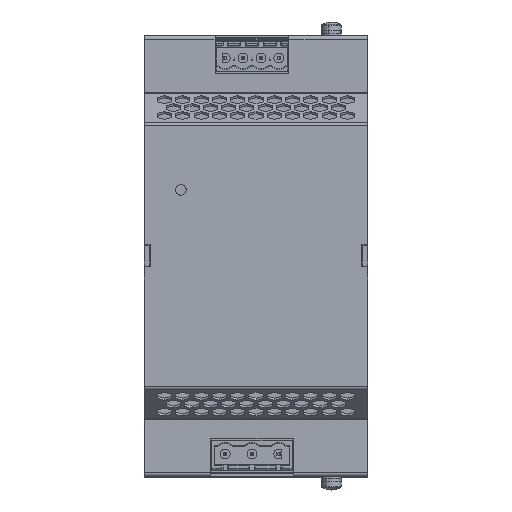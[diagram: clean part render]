
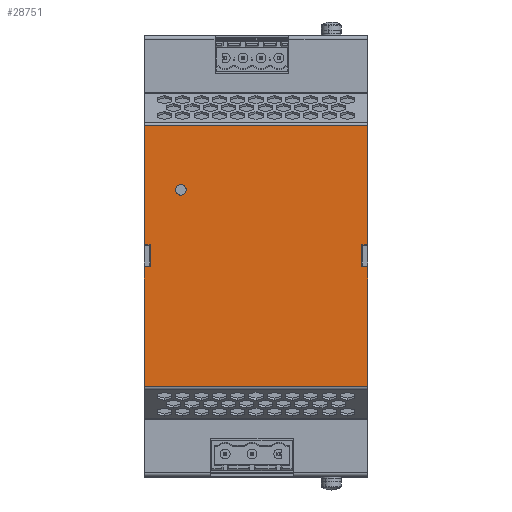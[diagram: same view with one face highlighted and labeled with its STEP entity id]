
A CAD part, top view. The second image highlights one B-rep face of the part: STEP entity #28751.
In plain terms, the highlighted planar face has unit normal (0, 0, 1).
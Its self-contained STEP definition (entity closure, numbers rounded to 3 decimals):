
#404 = VECTOR ( 'NONE', #633, 1000. ) ;
#633 = DIRECTION ( 'NONE',  ( -1., 0., 0. ) ) ;
#883 = DIRECTION ( 'NONE',  ( 1., 0., 0. ) ) ;
#1424 = LINE ( 'NONE', #58246, #103371 ) ;
#1896 = VECTOR ( 'NONE', #83690, 1000. ) ;
#1933 = EDGE_CURVE ( 'NONE', #60813, #49962, #18973, .T. ) ;
#2578 = VERTEX_POINT ( 'NONE', #102557 ) ;
#2698 = EDGE_CURVE ( 'NONE', #112696, #124964, #1424, .T. ) ;
#4289 = LINE ( 'NONE', #4913, #22065 ) ;
#4913 = CARTESIAN_POINT ( 'NONE',  ( 1.7, -3.15, 0.7 ) ) ;
#5150 = AXIS2_PLACEMENT_3D ( 'NONE', #48847, #87393, #883 ) ;
#5944 = EDGE_CURVE ( 'NONE', #74867, #49962, #109749, .T. ) ;
#6614 = VECTOR ( 'NONE', #49475, 1000. ) ;
#11497 = DIRECTION ( 'NONE',  ( 0., -1., 0. ) ) ;
#12834 = CARTESIAN_POINT ( 'NONE',  ( 0., -3.15, 0.7 ) ) ;
#12974 = CARTESIAN_POINT ( 'NONE',  ( 63.5, -37.167, 0.7 ) ) ;
#13656 = CARTESIAN_POINT ( 'NONE',  ( 61.8, 3.15, 0.7 ) ) ;
#14693 = LINE ( 'NONE', #12834, #67815 ) ;
#15186 = ORIENTED_EDGE ( 'NONE', *, *, #19737, .F. ) ;
#17028 = CARTESIAN_POINT ( 'NONE',  ( 10.38, 18.77, 0.7 ) ) ;
#18973 = LINE ( 'NONE', #29654, #404 ) ;
#19034 = VERTEX_POINT ( 'NONE', #77457 ) ;
#19737 = EDGE_CURVE ( 'NONE', #74143, #19034, #47489, .T. ) ;
#20633 = EDGE_LOOP ( 'NONE', ( #63758, #102430, #40185, #60928, #122852, #83917, #37970, #114468, #66364, #113045, #122538, #91423 ) ) ;
#21251 = FACE_BOUND ( 'NONE', #112896, .T. ) ;
#22065 = VECTOR ( 'NONE', #113499, 1000. ) ;
#22801 = VECTOR ( 'NONE', #41317, 1000. ) ;
#23829 = CARTESIAN_POINT ( 'NONE',  ( 0., -37.34, 0.7 ) ) ;
#25884 = VERTEX_POINT ( 'NONE', #49578 ) ;
#25968 = CIRCLE ( 'NONE', #112724, 1.5 ) ;
#26911 = VECTOR ( 'NONE', #11497, 1000. ) ;
#28751 = ADVANCED_FACE ( 'NONE', ( #21251, #59736 ), #108415, .F. ) ;
#29654 = CARTESIAN_POINT ( 'NONE',  ( 63.5, -37.167, 0.7 ) ) ;
#30889 = DIRECTION ( 'NONE',  ( 0., -1., 0. ) ) ;
#34442 = DIRECTION ( 'NONE',  ( -1., 0., 0. ) ) ;
#37970 = ORIENTED_EDGE ( 'NONE', *, *, #81009, .T. ) ;
#38707 = EDGE_CURVE ( 'NONE', #69651, #111689, #65384, .T. ) ;
#39008 = VECTOR ( 'NONE', #75493, 1000. ) ;
#40185 = ORIENTED_EDGE ( 'NONE', *, *, #1933, .F. ) ;
#41317 = DIRECTION ( 'NONE',  ( -1., 0., 0. ) ) ;
#42470 = DIRECTION ( 'NONE',  ( 1., 0., 0. ) ) ;
#46103 = EDGE_CURVE ( 'NONE', #19034, #74143, #25968, .T. ) ;
#47489 = CIRCLE ( 'NONE', #5150, 1.5 ) ;
#48847 = CARTESIAN_POINT ( 'NONE',  ( 10.38, 18.77, 0.7 ) ) ;
#49475 = DIRECTION ( 'NONE',  ( 1., 0., 0. ) ) ;
#49578 = CARTESIAN_POINT ( 'NONE',  ( 63.5, -3.15, 0.7 ) ) ;
#49962 = VERTEX_POINT ( 'NONE', #91857 ) ;
#50101 = LINE ( 'NONE', #117718, #6614 ) ;
#52854 = DIRECTION ( 'NONE',  ( 0., -1., 0. ) ) ;
#58246 = CARTESIAN_POINT ( 'NONE',  ( 63.5, 37.167, 0.7 ) ) ;
#59736 = FACE_OUTER_BOUND ( 'NONE', #20633, .T. ) ;
#60371 = CARTESIAN_POINT ( 'NONE',  ( 63.5, -37.34, 0.7 ) ) ;
#60551 = CARTESIAN_POINT ( 'NONE',  ( 63.5, -37.34, 0.7 ) ) ;
#60587 = EDGE_CURVE ( 'NONE', #124964, #76166, #64178, .T. ) ;
#60813 = VERTEX_POINT ( 'NONE', #12974 ) ;
#60928 = ORIENTED_EDGE ( 'NONE', *, *, #115268, .F. ) ;
#61364 = EDGE_CURVE ( 'NONE', #69651, #25884, #14693, .T. ) ;
#61831 = CARTESIAN_POINT ( 'NONE',  ( 1.7, 3.15, 0.7 ) ) ;
#63758 = ORIENTED_EDGE ( 'NONE', *, *, #109286, .T. ) ;
#64178 = LINE ( 'NONE', #23829, #100065 ) ;
#65155 = CARTESIAN_POINT ( 'NONE',  ( 0., -3.15, 0.7 ) ) ;
#65384 = LINE ( 'NONE', #103974, #39008 ) ;
#65960 = CARTESIAN_POINT ( 'NONE',  ( 1.7, -3.15, 0.7 ) ) ;
#66364 = ORIENTED_EDGE ( 'NONE', *, *, #2698, .T. ) ;
#67815 = VECTOR ( 'NONE', #42470, 1000. ) ;
#68339 = DIRECTION ( 'NONE',  ( -1., 0., 0. ) ) ;
#68358 = CARTESIAN_POINT ( 'NONE',  ( 61.8, -3.15, 0.7 ) ) ;
#69199 = CARTESIAN_POINT ( 'NONE',  ( 11.88, 18.77, 0.7 ) ) ;
#69651 = VERTEX_POINT ( 'NONE', #68358 ) ;
#69711 = CARTESIAN_POINT ( 'NONE',  ( 0., 37.167, 0.7 ) ) ;
#72421 = CARTESIAN_POINT ( 'NONE',  ( 0., -37.34, 0.7 ) ) ;
#73833 = DIRECTION ( 'NONE',  ( 1., 0., 0. ) ) ;
#73992 = EDGE_CURVE ( 'NONE', #2578, #118285, #4289, .T. ) ;
#74143 = VERTEX_POINT ( 'NONE', #69199 ) ;
#74867 = VERTEX_POINT ( 'NONE', #65155 ) ;
#74973 = ORIENTED_EDGE ( 'NONE', *, *, #46103, .F. ) ;
#75493 = DIRECTION ( 'NONE',  ( 0., 1., 0. ) ) ;
#76166 = VERTEX_POINT ( 'NONE', #77768 ) ;
#77457 = CARTESIAN_POINT ( 'NONE',  ( 8.88, 18.77, 0.7 ) ) ;
#77768 = CARTESIAN_POINT ( 'NONE',  ( 0., 3.15, 0.7 ) ) ;
#78597 = CARTESIAN_POINT ( 'NONE',  ( 1.7, 3.15, 0.7 ) ) ;
#81009 = EDGE_CURVE ( 'NONE', #111689, #124245, #50101, .T. ) ;
#81815 = DIRECTION ( 'NONE',  ( 0., 0., -1. ) ) ;
#82603 = CARTESIAN_POINT ( 'NONE',  ( 63.5, 3.15, 0.7 ) ) ;
#83690 = DIRECTION ( 'NONE',  ( -1., 0., 0. ) ) ;
#83917 = ORIENTED_EDGE ( 'NONE', *, *, #38707, .T. ) ;
#85603 = EDGE_CURVE ( 'NONE', #112696, #124245, #109218, .T. ) ;
#86205 = AXIS2_PLACEMENT_3D ( 'NONE', #60371, #81815, #34442 ) ;
#87393 = DIRECTION ( 'NONE',  ( 0., 0., 1. ) ) ;
#87903 = CARTESIAN_POINT ( 'NONE',  ( 63.5, -37.34, 0.7 ) ) ;
#91423 = ORIENTED_EDGE ( 'NONE', *, *, #73992, .F. ) ;
#91857 = CARTESIAN_POINT ( 'NONE',  ( 0., -37.167, 0.7 ) ) ;
#92264 = CARTESIAN_POINT ( 'NONE',  ( 63.5, 37.167, 0.7 ) ) ;
#95842 = VECTOR ( 'NONE', #30889, 1000. ) ;
#100065 = VECTOR ( 'NONE', #112860, 1000. ) ;
#102430 = ORIENTED_EDGE ( 'NONE', *, *, #5944, .T. ) ;
#102557 = CARTESIAN_POINT ( 'NONE',  ( 1.7, -3.15, 0.7 ) ) ;
#103371 = VECTOR ( 'NONE', #68339, 1000. ) ;
#103974 = CARTESIAN_POINT ( 'NONE',  ( 61.8, 0., 0.7 ) ) ;
#105181 = LINE ( 'NONE', #65960, #1896 ) ;
#105712 = VECTOR ( 'NONE', #52854, 1000. ) ;
#108415 = PLANE ( 'NONE',  #86205 ) ;
#109218 = LINE ( 'NONE', #60551, #95842 ) ;
#109286 = EDGE_CURVE ( 'NONE', #2578, #74867, #105181, .T. ) ;
#109546 = LINE ( 'NONE', #78597, #22801 ) ;
#109749 = LINE ( 'NONE', #72421, #105712 ) ;
#111689 = VERTEX_POINT ( 'NONE', #13656 ) ;
#112696 = VERTEX_POINT ( 'NONE', #92264 ) ;
#112724 = AXIS2_PLACEMENT_3D ( 'NONE', #17028, #121253, #73833 ) ;
#112860 = DIRECTION ( 'NONE',  ( 0., -1., 0. ) ) ;
#112896 = EDGE_LOOP ( 'NONE', ( #15186, #74973 ) ) ;
#113045 = ORIENTED_EDGE ( 'NONE', *, *, #60587, .T. ) ;
#113354 = EDGE_CURVE ( 'NONE', #118285, #76166, #109546, .T. ) ;
#113499 = DIRECTION ( 'NONE',  ( 0., 1., 0. ) ) ;
#114468 = ORIENTED_EDGE ( 'NONE', *, *, #85603, .F. ) ;
#115268 = EDGE_CURVE ( 'NONE', #25884, #60813, #117609, .T. ) ;
#117609 = LINE ( 'NONE', #87903, #26911 ) ;
#117718 = CARTESIAN_POINT ( 'NONE',  ( 0., 3.15, 0.7 ) ) ;
#118285 = VERTEX_POINT ( 'NONE', #61831 ) ;
#121253 = DIRECTION ( 'NONE',  ( 0., 0., 1. ) ) ;
#122538 = ORIENTED_EDGE ( 'NONE', *, *, #113354, .F. ) ;
#122852 = ORIENTED_EDGE ( 'NONE', *, *, #61364, .F. ) ;
#124245 = VERTEX_POINT ( 'NONE', #82603 ) ;
#124964 = VERTEX_POINT ( 'NONE', #69711 ) ;
